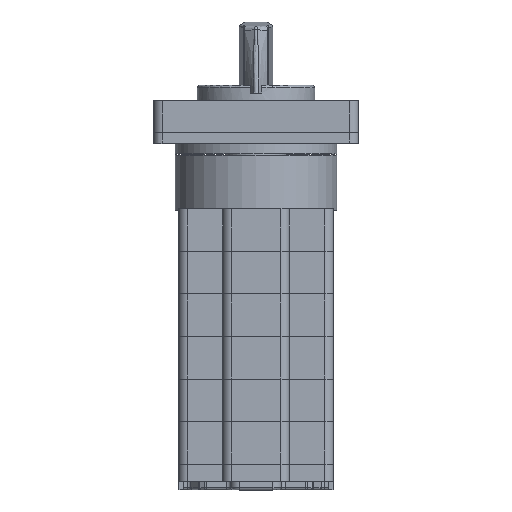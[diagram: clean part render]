
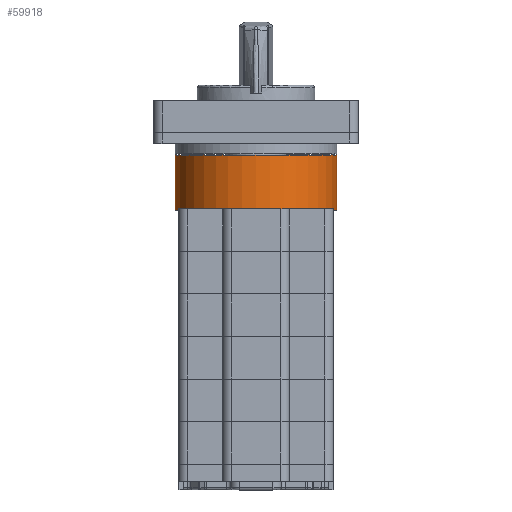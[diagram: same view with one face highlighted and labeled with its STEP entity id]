
A CAD part, top view. The second image highlights one B-rep face of the part: STEP entity #59918.
In plain terms, the highlighted cylindrical face has radius 19 mm (diameter 38 mm), a partial arc.
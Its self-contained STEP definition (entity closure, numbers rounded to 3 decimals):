
#59877=CARTESIAN_POINT('',(0.,-5.4,0.));
#59878=DIRECTION('',(0.,-1.,0.));
#59879=DIRECTION('',(0.,0.,-1.));
#59880=AXIS2_PLACEMENT_3D('',#59877,#59878,#59879);
#59881=CYLINDRICAL_SURFACE('',#59880,19.);
#59882=CARTESIAN_POINT('',(0.,-18.3,-19.));
#59883=VERTEX_POINT('',#59882);
#59884=CARTESIAN_POINT('',(0.,-5.4,-19.));
#59885=VERTEX_POINT('',#59884);
#59886=CARTESIAN_POINT('',(0.,-18.3,-19.));
#59887=DIRECTION('',(-0.,1.,-0.));
#59888=VECTOR('',#59887,12.9);
#59889=LINE('',#59886,#59888);
#59890=EDGE_CURVE('',#59883,#59885,#59889,.T.);
#59891=ORIENTED_EDGE('',*,*,#59890,.T.);
#59892=CARTESIAN_POINT('',(-19.,-5.4,0.));
#59893=VERTEX_POINT('',#59892);
#59894=CARTESIAN_POINT('',(0.,-5.4,0.));
#59895=DIRECTION('',(0.,1.,0.));
#59896=DIRECTION('',(-1.,0.,0.));
#59897=AXIS2_PLACEMENT_3D('',#59894,#59895,#59896);
#59898=CIRCLE('',#59897,19.);
#59899=EDGE_CURVE('',#59893,#59885,#59898,.T.);
#59900=ORIENTED_EDGE('',*,*,#59899,.F.);
#59901=CARTESIAN_POINT('',(-19.,-18.3,0.));
#59902=VERTEX_POINT('',#59901);
#59903=CARTESIAN_POINT('',(-19.,-5.4,0.));
#59904=DIRECTION('',(0.,-1.,0.));
#59905=VECTOR('',#59904,12.9);
#59906=LINE('',#59903,#59905);
#59907=EDGE_CURVE('',#59893,#59902,#59906,.T.);
#59908=ORIENTED_EDGE('',*,*,#59907,.T.);
#59909=CARTESIAN_POINT('',(0.,-18.3,0.));
#59910=DIRECTION('',(0.,1.,0.));
#59911=DIRECTION('',(-1.,0.,0.));
#59912=AXIS2_PLACEMENT_3D('',#59909,#59910,#59911);
#59913=CIRCLE('',#59912,19.);
#59914=EDGE_CURVE('',#59902,#59883,#59913,.T.);
#59915=ORIENTED_EDGE('',*,*,#59914,.T.);
#59916=EDGE_LOOP('',(#59891,#59900,#59908,#59915));
#59917=FACE_BOUND('',#59916,.T.);
#59918=ADVANCED_FACE('',(#59917),#59881,.T.);
